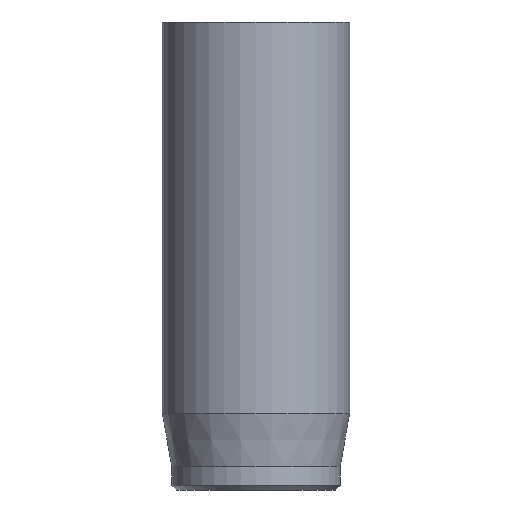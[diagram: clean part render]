
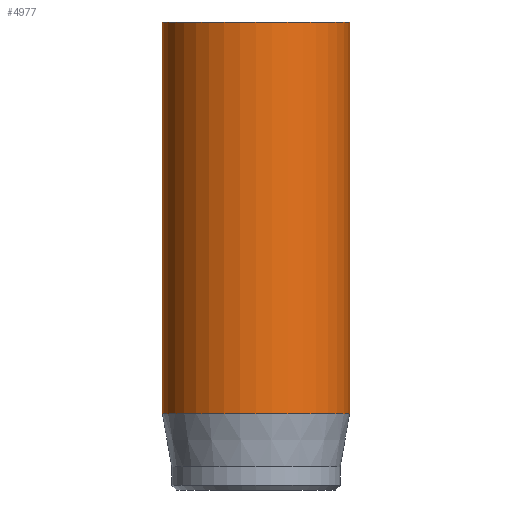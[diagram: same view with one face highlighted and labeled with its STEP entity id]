
A CAD part, front view. The second image highlights one B-rep face of the part: STEP entity #4977.
In plain terms, the highlighted cylindrical face has radius 4 mm (diameter 8 mm), a full revolution.
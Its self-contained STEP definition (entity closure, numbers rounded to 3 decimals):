
#34=CYLINDRICAL_SURFACE('',#5187,4.);
#52=CIRCLE('',#5154,4.);
#68=CIRCLE('',#5185,4.);
#69=CIRCLE('',#5186,4.);
#415=FACE_OUTER_BOUND('',#709,.T.);
#709=EDGE_LOOP('',(#4269,#4270,#4271,#4272,#4273));
#1065=LINE('',#8982,#1434);
#1434=VECTOR('',#5724,4.);
#2227=VERTEX_POINT('',#8921);
#2243=VERTEX_POINT('',#8976);
#2244=VERTEX_POINT('',#8977);
#2912=EDGE_CURVE('',#2227,#2227,#52,.T.);
#2936=EDGE_CURVE('',#2243,#2244,#68,.T.);
#2937=EDGE_CURVE('',#2244,#2243,#69,.T.);
#2939=EDGE_CURVE('',#2227,#2243,#1065,.T.);
#4269=ORIENTED_EDGE('',*,*,#2912,.T.);
#4270=ORIENTED_EDGE('',*,*,#2939,.T.);
#4271=ORIENTED_EDGE('',*,*,#2936,.T.);
#4272=ORIENTED_EDGE('',*,*,#2937,.T.);
#4273=ORIENTED_EDGE('',*,*,#2939,.F.);
#4977=ADVANCED_FACE('',(#415),#34,.T.);
#5154=AXIS2_PLACEMENT_3D('',#8922,#5647,#5648);
#5185=AXIS2_PLACEMENT_3D('',#8978,#5717,#5718);
#5186=AXIS2_PLACEMENT_3D('',#8979,#5719,#5720);
#5187=AXIS2_PLACEMENT_3D('',#8981,#5722,#5723);
#5647=DIRECTION('center_axis',(0.,0.,-1.));
#5648=DIRECTION('ref_axis',(-1.,0.,0.));
#5717=DIRECTION('center_axis',(0.,0.,1.));
#5718=DIRECTION('ref_axis',(-1.,0.,0.));
#5719=DIRECTION('center_axis',(0.,0.,1.));
#5720=DIRECTION('ref_axis',(-1.,0.,0.));
#5722=DIRECTION('center_axis',(0.,0.,1.));
#5723=DIRECTION('ref_axis',(-1.,0.,0.));
#5724=DIRECTION('',(0.,0.,-1.));
#8921=CARTESIAN_POINT('',(4.,0.,20.));
#8922=CARTESIAN_POINT('Origin',(0.,0.,20.));
#8976=CARTESIAN_POINT('',(4.,0.,3.269));
#8977=CARTESIAN_POINT('',(-4.,0.,3.269));
#8978=CARTESIAN_POINT('Origin',(0.,0.,3.269));
#8979=CARTESIAN_POINT('Origin',(0.,0.,3.269));
#8981=CARTESIAN_POINT('Origin',(0.,0.,0.));
#8982=CARTESIAN_POINT('',(4.,0.,0.));
